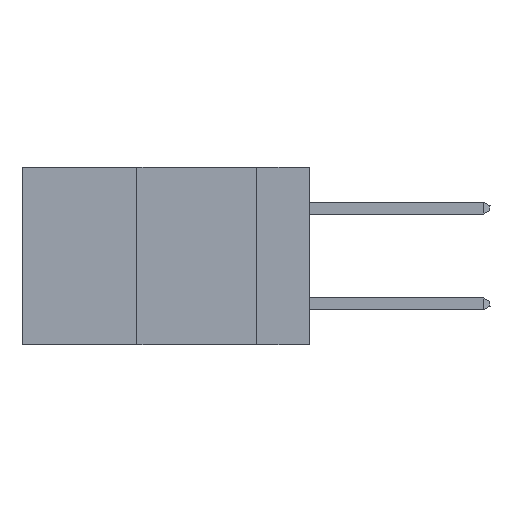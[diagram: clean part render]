
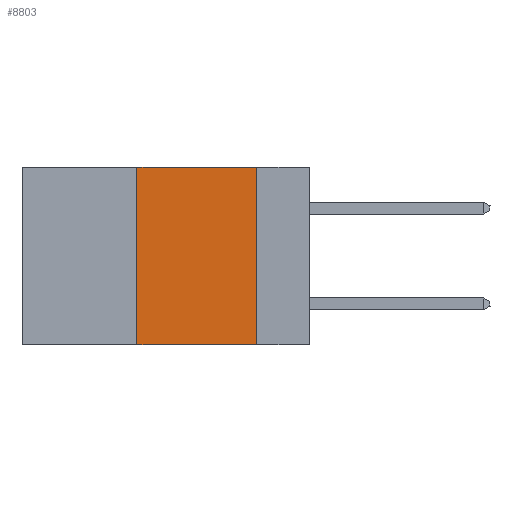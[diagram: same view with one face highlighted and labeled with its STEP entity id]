
A CAD part, left-side view. The second image highlights one B-rep face of the part: STEP entity #8803.
In plain terms, the highlighted planar face has unit normal (-1, 0, 0).
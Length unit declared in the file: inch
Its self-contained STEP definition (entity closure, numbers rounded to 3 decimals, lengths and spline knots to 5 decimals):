
#326 = CARTESIAN_POINT ( 'NONE',  ( 0., 0.36, -0.37 ) ) ;
#622 = ORIENTED_EDGE ( 'NONE', *, *, #7968, .F. ) ;
#850 = DIRECTION ( 'NONE',  ( 0., 0., 1. ) ) ;
#1480 = VECTOR ( 'NONE', #850, 39.37008 ) ;
#2616 = LINE ( 'NONE', #4084, #1480 ) ;
#2740 = CARTESIAN_POINT ( 'NONE',  ( 0., 0.6, 0. ) ) ;
#2942 = DIRECTION ( 'NONE',  ( 0., -1., 0. ) ) ;
#3406 = EDGE_CURVE ( 'NONE', #16552, #10176, #23204, .T. ) ;
#4084 = CARTESIAN_POINT ( 'NONE',  ( 0., 0.36, 0. ) ) ;
#4656 = EDGE_LOOP ( 'NONE', ( #622, #9790, #5925, #21855 ) ) ;
#5752 = CARTESIAN_POINT ( 'NONE',  ( 0., 0.36, 0. ) ) ;
#5925 = ORIENTED_EDGE ( 'NONE', *, *, #22466, .F. ) ;
#6219 = VECTOR ( 'NONE', #17218, 39.37008 ) ;
#7968 = EDGE_CURVE ( 'NONE', #8480, #10176, #8554, .T. ) ;
#8082 = DIRECTION ( 'NONE',  ( 0., 0., -1. ) ) ;
#8480 = VERTEX_POINT ( 'NONE', #16730 ) ;
#8554 = LINE ( 'NONE', #22551, #17688 ) ;
#8803 = ADVANCED_FACE ( 'NONE', ( #18738 ), #18804, .F. ) ;
#9790 = ORIENTED_EDGE ( 'NONE', *, *, #12207, .F. ) ;
#10176 = VERTEX_POINT ( 'NONE', #13410 ) ;
#12207 = EDGE_CURVE ( 'NONE', #17248, #8480, #19886, .T. ) ;
#13410 = CARTESIAN_POINT ( 'NONE',  ( 0., 0.11, -0.37 ) ) ;
#13706 = AXIS2_PLACEMENT_3D ( 'NONE', #2740, #15428, #17238 ) ;
#14784 = CARTESIAN_POINT ( 'NONE',  ( 0., 0.6, 0. ) ) ;
#15428 = DIRECTION ( 'NONE',  ( 1., 0., 0. ) ) ;
#16552 = VERTEX_POINT ( 'NONE', #326 ) ;
#16730 = CARTESIAN_POINT ( 'NONE',  ( 0., 0.11, 0. ) ) ;
#17137 = CARTESIAN_POINT ( 'NONE',  ( 0., 0.6, -0.37 ) ) ;
#17218 = DIRECTION ( 'NONE',  ( 0., -1., 0. ) ) ;
#17238 = DIRECTION ( 'NONE',  ( 0., 0., -1. ) ) ;
#17248 = VERTEX_POINT ( 'NONE', #5752 ) ;
#17688 = VECTOR ( 'NONE', #8082, 39.37008 ) ;
#18738 = FACE_OUTER_BOUND ( 'NONE', #4656, .T. ) ;
#18804 = PLANE ( 'NONE',  #13706 ) ;
#19338 = VECTOR ( 'NONE', #2942, 39.37008 ) ;
#19886 = LINE ( 'NONE', #14784, #19338 ) ;
#21855 = ORIENTED_EDGE ( 'NONE', *, *, #3406, .T. ) ;
#22466 = EDGE_CURVE ( 'NONE', #16552, #17248, #2616, .T. ) ;
#22551 = CARTESIAN_POINT ( 'NONE',  ( 0., 0.11, 0. ) ) ;
#23204 = LINE ( 'NONE', #17137, #6219 ) ;
